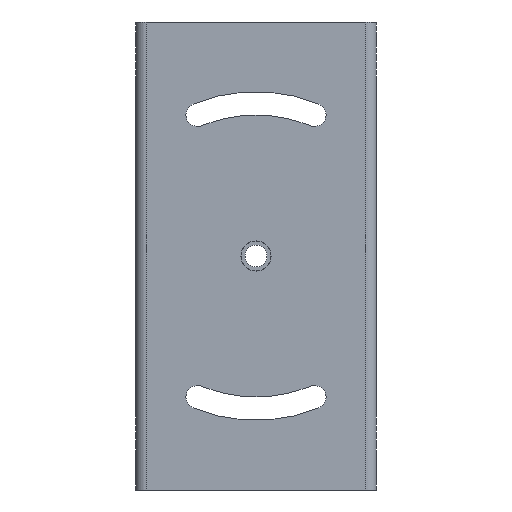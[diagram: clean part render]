
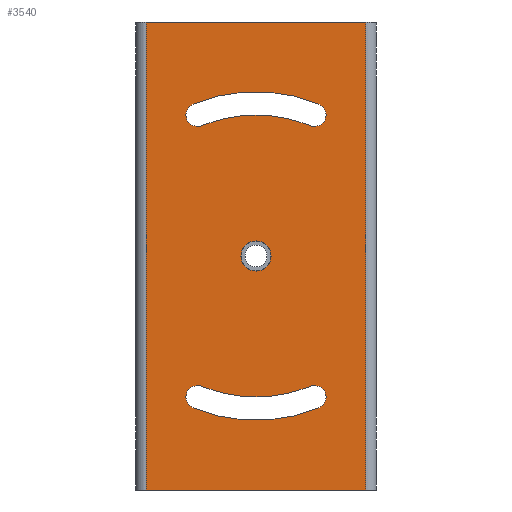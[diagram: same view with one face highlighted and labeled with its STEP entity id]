
A CAD part, front view. The second image highlights one B-rep face of the part: STEP entity #3540.
In plain terms, the highlighted planar face has unit normal (0, -1, 0).
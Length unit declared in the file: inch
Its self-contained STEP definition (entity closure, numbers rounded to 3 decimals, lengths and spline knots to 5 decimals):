
#195=DIRECTION('',(0.,0.,-1.));
#196=VECTOR('',#195,5.36);
#197=CARTESIAN_POINT('',(-1.2575,0.,0.));
#198=LINE('',#197,#196);
#199=CARTESIAN_POINT('',(0.,0.,-2.68));
#200=DIRECTION('',(0.,-1.,0.));
#201=DIRECTION('',(1.,0.,0.));
#202=AXIS2_PLACEMENT_3D('',#199,#200,#201);
#204=CARTESIAN_POINT('',(0.,0.,-2.68));
#205=DIRECTION('',(0.,-1.,0.));
#206=DIRECTION('',(-1.,0.,0.));
#207=AXIS2_PLACEMENT_3D('',#204,#205,#206);
#209=CARTESIAN_POINT('',(-0.6697,0.,-4.29679));
#210=DIRECTION('',(0.,-1.,0.));
#211=DIRECTION('',(0.383,0.,0.924));
#212=AXIS2_PLACEMENT_3D('',#209,#210,#211);
#214=CARTESIAN_POINT('',(0.,0.,-2.68));
#215=DIRECTION('',(0.,-1.,0.));
#216=DIRECTION('',(-0.383,0.,-0.924));
#217=AXIS2_PLACEMENT_3D('',#214,#215,#216);
#219=CARTESIAN_POINT('',(0.6697,0.,-4.29679));
#220=DIRECTION('',(0.,-1.,0.));
#221=DIRECTION('',(0.383,0.,-0.924));
#222=AXIS2_PLACEMENT_3D('',#219,#220,#221);
#224=CARTESIAN_POINT('',(0.,0.,-2.68));
#225=DIRECTION('',(0.,-1.,0.));
#226=DIRECTION('',(-0.383,0.,-0.924));
#227=AXIS2_PLACEMENT_3D('',#224,#225,#226);
#229=CARTESIAN_POINT('',(0.,0.,-2.68));
#230=DIRECTION('',(0.,-1.,0.));
#231=DIRECTION('',(0.383,0.,0.924));
#232=AXIS2_PLACEMENT_3D('',#229,#230,#231);
#234=CARTESIAN_POINT('',(-0.6697,0.,-1.06321));
#235=DIRECTION('',(0.,-1.,0.));
#236=DIRECTION('',(-0.383,0.,0.924));
#237=AXIS2_PLACEMENT_3D('',#234,#235,#236);
#239=CARTESIAN_POINT('',(0.,0.,-2.68));
#240=DIRECTION('',(0.,-1.,0.));
#241=DIRECTION('',(0.383,0.,0.924));
#242=AXIS2_PLACEMENT_3D('',#239,#240,#241);
#244=CARTESIAN_POINT('',(0.6697,0.,-1.06321));
#245=DIRECTION('',(0.,-1.,0.));
#246=DIRECTION('',(-0.383,0.,-0.924));
#247=AXIS2_PLACEMENT_3D('',#244,#245,#246);
#249=DIRECTION('',(1.,0.,0.));
#250=VECTOR('',#249,2.515);
#251=CARTESIAN_POINT('',(-1.2575,0.,0.));
#252=LINE('',#251,#250);
#333=DIRECTION('',(1.,0.,0.));
#334=VECTOR('',#333,2.515);
#335=CARTESIAN_POINT('',(-1.2575,0.,-5.36));
#336=LINE('',#335,#334);
#359=DIRECTION('',(0.,0.,-1.));
#360=VECTOR('',#359,5.36);
#361=CARTESIAN_POINT('',(1.2575,0.,0.));
#362=LINE('',#361,#360);
#2478=CARTESIAN_POINT('',(-1.2575,0.,0.));
#2480=VERTEX_POINT('',#2478);
#2481=CARTESIAN_POINT('',(1.2575,0.,0.));
#2482=VERTEX_POINT('',#2481);
#2486=CARTESIAN_POINT('',(-1.2575,0.,-5.36));
#2488=VERTEX_POINT('',#2486);
#2489=CARTESIAN_POINT('',(1.2575,0.,-5.36));
#2490=VERTEX_POINT('',#2489);
#2601=CARTESIAN_POINT('',(0.172,0.,-2.68));
#2602=CARTESIAN_POINT('',(-0.172,0.,-2.68));
#2603=VERTEX_POINT('',#2601);
#2604=VERTEX_POINT('',#2602);
#2605=CARTESIAN_POINT('',(-0.6188,0.,-4.17391));
#2606=CARTESIAN_POINT('',(-0.72059,0.,-4.41967));
#2607=VERTEX_POINT('',#2605);
#2608=VERTEX_POINT('',#2606);
#2609=CARTESIAN_POINT('',(0.6188,0.,-4.17391));
#2610=VERTEX_POINT('',#2609);
#2611=CARTESIAN_POINT('',(0.72059,0.,-4.41967));
#2612=VERTEX_POINT('',#2611);
#2613=CARTESIAN_POINT('',(0.72059,0.,-0.94033));
#2614=CARTESIAN_POINT('',(-0.72059,0.,-0.94033));
#2615=VERTEX_POINT('',#2613);
#2616=VERTEX_POINT('',#2614);
#2617=CARTESIAN_POINT('',(0.6188,0.,-1.18609));
#2618=VERTEX_POINT('',#2617);
#2619=CARTESIAN_POINT('',(-0.6188,0.,-1.18609));
#2620=VERTEX_POINT('',#2619);
#3500=CARTESIAN_POINT('',(-1.2575,0.,0.));
#3501=DIRECTION('',(0.,-1.,0.));
#3502=DIRECTION('',(1.,0.,0.));
#3503=AXIS2_PLACEMENT_3D('',#3500,#3501,#3502);
#3504=PLANE('',#3503);
#3506=ORIENTED_EDGE('',*,*,#3505,.T.);
#3508=ORIENTED_EDGE('',*,*,#3507,.T.);
#3510=ORIENTED_EDGE('',*,*,#3509,.F.);
#3511=ORIENTED_EDGE('',*,*,#3492,.F.);
#3512=EDGE_LOOP('',(#3506,#3508,#3510,#3511));
#3513=FACE_OUTER_BOUND('',#3512,.F.);
#3515=ORIENTED_EDGE('',*,*,#3514,.T.);
#3517=ORIENTED_EDGE('',*,*,#3516,.T.);
#3518=EDGE_LOOP('',(#3515,#3517));
#3519=FACE_BOUND('',#3518,.F.);
#3521=ORIENTED_EDGE('',*,*,#3520,.T.);
#3523=ORIENTED_EDGE('',*,*,#3522,.T.);
#3525=ORIENTED_EDGE('',*,*,#3524,.T.);
#3527=ORIENTED_EDGE('',*,*,#3526,.F.);
#3528=EDGE_LOOP('',(#3521,#3523,#3525,#3527));
#3529=FACE_BOUND('',#3528,.F.);
#3531=ORIENTED_EDGE('',*,*,#3530,.T.);
#3533=ORIENTED_EDGE('',*,*,#3532,.T.);
#3535=ORIENTED_EDGE('',*,*,#3534,.F.);
#3537=ORIENTED_EDGE('',*,*,#3536,.T.);
#3538=EDGE_LOOP('',(#3531,#3533,#3535,#3537));
#3539=FACE_BOUND('',#3538,.F.);
#3540=ADVANCED_FACE('',(#3513,#3519,#3529,#3539),#3504,.T.);
#203=CIRCLE('',#202,0.172);
#208=CIRCLE('',#207,0.172);
#213=CIRCLE('',#212,0.133);
#218=CIRCLE('',#217,1.883);
#223=CIRCLE('',#222,0.133);
#228=CIRCLE('',#227,1.617);
#233=CIRCLE('',#232,1.883);
#238=CIRCLE('',#237,0.133);
#243=CIRCLE('',#242,1.617);
#248=CIRCLE('',#247,0.133);
#3492=EDGE_CURVE('',#2480,#2488,#198,.T.);
#3505=EDGE_CURVE('',#2480,#2482,#252,.T.);
#3507=EDGE_CURVE('',#2482,#2490,#362,.T.);
#3509=EDGE_CURVE('',#2488,#2490,#336,.T.);
#3514=EDGE_CURVE('',#2603,#2604,#203,.T.);
#3516=EDGE_CURVE('',#2604,#2603,#208,.T.);
#3520=EDGE_CURVE('',#2607,#2608,#213,.T.);
#3522=EDGE_CURVE('',#2608,#2612,#218,.T.);
#3524=EDGE_CURVE('',#2612,#2610,#223,.T.);
#3526=EDGE_CURVE('',#2607,#2610,#228,.T.);
#3530=EDGE_CURVE('',#2615,#2616,#233,.T.);
#3532=EDGE_CURVE('',#2616,#2620,#238,.T.);
#3534=EDGE_CURVE('',#2618,#2620,#243,.T.);
#3536=EDGE_CURVE('',#2618,#2615,#248,.T.);
